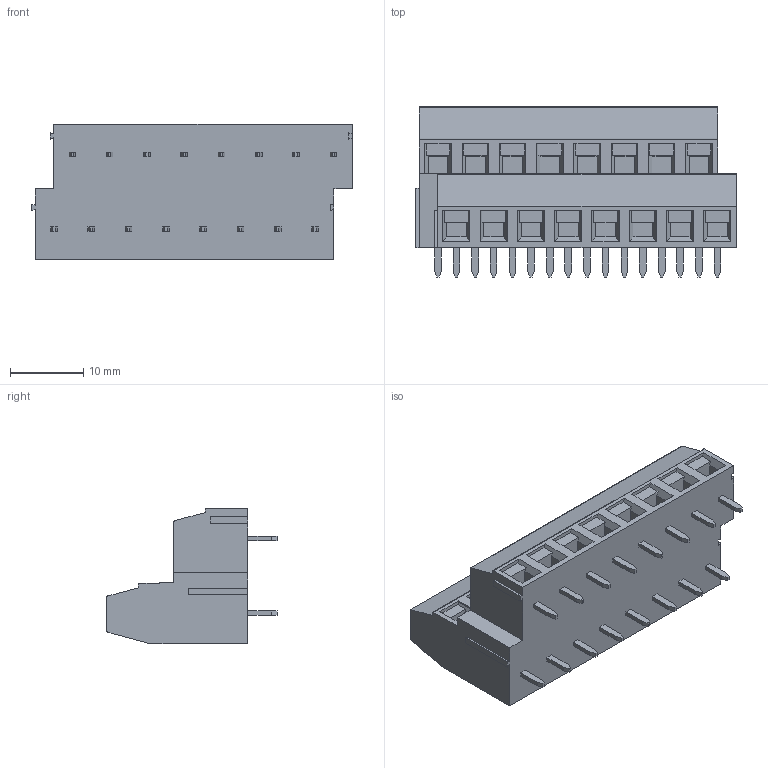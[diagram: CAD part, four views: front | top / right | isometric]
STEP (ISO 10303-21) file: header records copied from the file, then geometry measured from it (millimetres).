
FILE_DESCRIPTION (( 'STEP AP214' ), '1' );
FILE_NAME ('DG127A-5.08-16P-4Y-00AH.STEP', '2021-01-02T02:44:08', ( '' ), ( '' ), 'SwSTEP 2.0', 'SolidWorks 2020', '' );
FILE_SCHEMA (( 'AUTOMOTIVE_DESIGN' ));
Length unit declared in the file: millimetre
Products named in the file (1): DG127A-5.08-16P-4Y-00AH
Bounding box: 43.68 x 23.2 x 18.5 mm (x, y, z)
Volume: 8826.7 mm3; surface area: 5914.6 mm2
Topology: 1 solids, 1 shells, 969 faces, 2603 edges, 1714 vertices
Faces by surface type: plane 705, bspline 147, cylinder 69, torus 48
Entity records: 44653 total; most frequent: CARTESIAN_POINT 13962, ORIENTED_EDGE 5206, DIRECTION 4157, EDGE_CURVE 2603, LINE 1979, VECTOR 1979, VERTEX_POINT 1714, AXIS2_PLACEMENT_3D 1089
